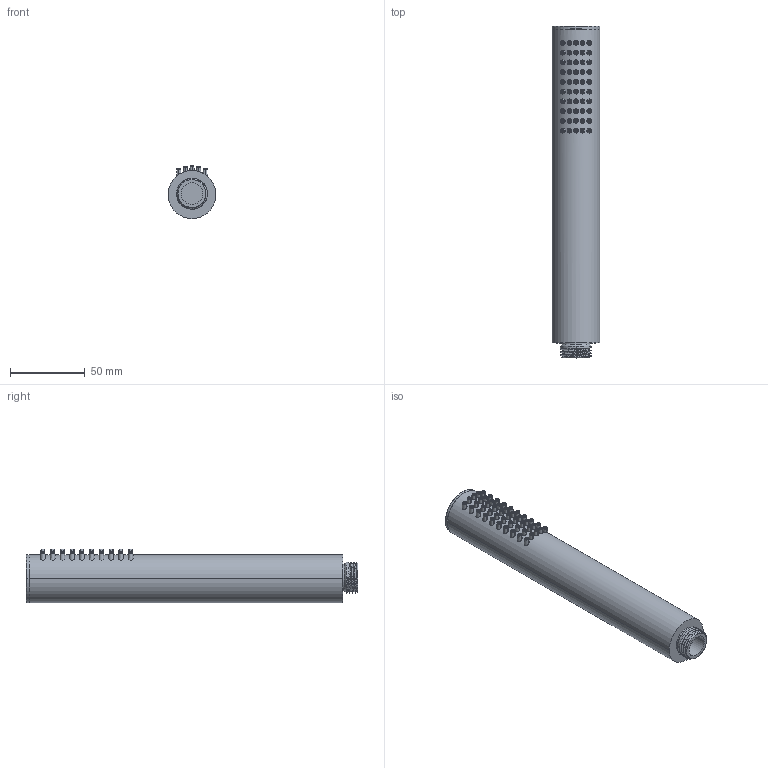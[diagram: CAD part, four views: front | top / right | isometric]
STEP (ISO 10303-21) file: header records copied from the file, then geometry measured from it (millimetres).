
FILE_DESCRIPTION (( 'STEP AP214' ), '1' );
FILE_NAME ('NQS_X51S - S.STEP', '2023-02-22T08:40:21', ( '' ), ( '' ), 'SwSTEP 2.0', 'SolidWorks 2018', '' );
FILE_SCHEMA (( 'AUTOMOTIVE_DESIGN' ));
Length unit declared in the file: millimetre
Products named in the file (1): NQS_X51S - S
Bounding box: 32 x 221.3 x 35.5 mm (x, y, z)
Volume: 175997.1 mm3; surface area: 33278.5 mm2
Topology: 2 solids, 3 shells, 555 faces, 1207 edges, 762 vertices
Faces by surface type: cone 205, cylinder 182, torus 102, plane 63, bspline 3
Entity records: 35599 total; most frequent: CARTESIAN_POINT 18280, ORIENTED_EDGE 2414, DIRECTION 2326, EDGE_CURVE 1207, AXIS2_PLACEMENT_3D 992, VERTEX_POINT 762, EDGE_LOOP 759, ADVANCED_FACE 555
